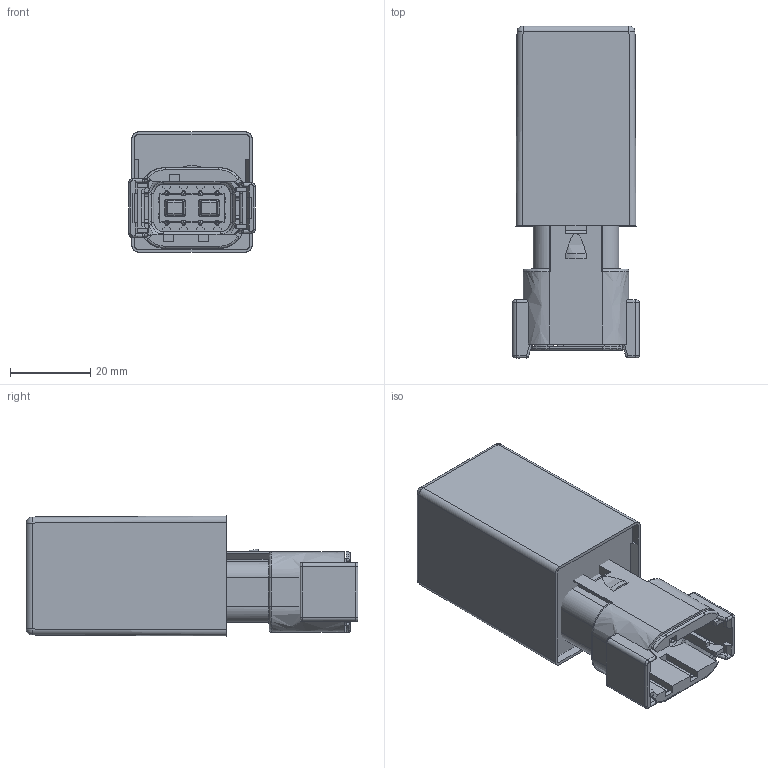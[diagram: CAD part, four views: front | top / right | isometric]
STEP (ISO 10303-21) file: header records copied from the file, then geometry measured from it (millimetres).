
FILE_DESCRIPTION (( 'STEP AP214' ), '1' );
FILE_NAME ('30x30x50_8pol_Deutsch.step', '2020-08-05T07:47:13', ( '' ), ( '' ), 'SwSTEP 2.0', 'SolidWorks 2019', '' );
FILE_SCHEMA (( 'AUTOMOTIVE_DESIGN' ));
Length unit declared in the file: millimetre
Products named in the file (7): VPH_50x30x30_V2; c-dtm04-08pa-99-3d; 100910_HOUSING_50x30x30; c-1060-20-0622-d-3d; 30x30x50_8pol_Deutsch; c-wm-8p-c-3d; DTM04-08PA
Assembly tree (13 placements, depth 3):
  30x30x50_8pol_Deutsch
    100910_HOUSING_50x30x30
    VPH_50x30x30_V2
    DTM04-08PA
      c-dtm04-08pa-99-3d
      c-wm-8p-c-3d
      c-1060-20-0622-d-3d  x8
Bounding box: 31.62 x 82.96 x 30 mm (x, y, z)
Volume: 59675 mm3; surface area: 29908.9 mm2
Topology: 12 solids, 12 shells, 1503 faces, 3885 edges, 2436 vertices
Faces by surface type: plane 766, bspline 643, cylinder 50, torus 32, cone 8, sphere 4
Full cylindrical faces by diameter (mm): 0.991 x8, 1.93 x8, 2.54 x8
Entity records: 31352 total; most frequent: CARTESIAN_POINT 14103, ORIENTED_EDGE 4646, EDGE_CURVE 2323, DIRECTION 1890, VERTEX_POINT 1470, B_SPLINE_CURVE_WITH_KNOTS 1367, EDGE_LOOP 943, FACE_OUTER_BOUND 901
